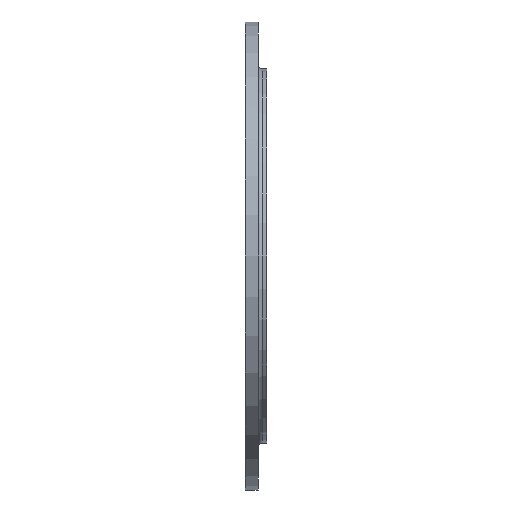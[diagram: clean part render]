
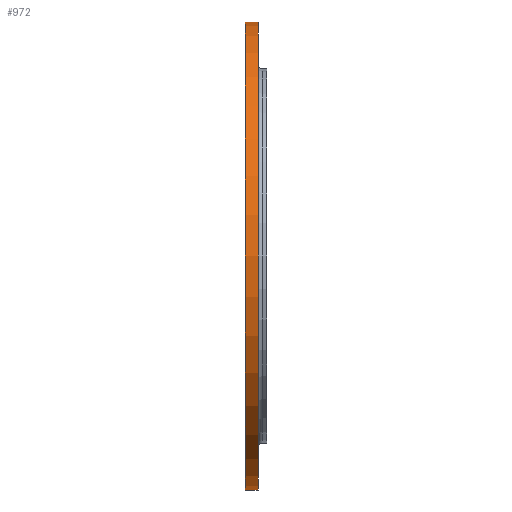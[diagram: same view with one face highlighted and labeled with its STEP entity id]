
A CAD part, front view. The second image highlights one B-rep face of the part: STEP entity #972.
In plain terms, the highlighted cylindrical face has radius 349.25 mm (diameter 698.5 mm), a partial arc.
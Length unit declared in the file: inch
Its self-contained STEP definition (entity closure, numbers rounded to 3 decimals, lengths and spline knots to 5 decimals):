
#15 = VERTEX_POINT ( 'NONE', #612 ) ;
#26 = VERTEX_POINT ( 'NONE', #298 ) ;
#31 = CARTESIAN_POINT ( 'NONE',  ( 0., 0., 0. ) ) ;
#49 = CARTESIAN_POINT ( 'NONE',  ( -0.13764, 0., 13.75 ) ) ;
#51 = ORIENTED_EDGE ( 'NONE', *, *, #567, .T. ) ;
#130 = LINE ( 'NONE', #1815, #473 ) ;
#298 = CARTESIAN_POINT ( 'NONE',  ( 0.61236, 0., 13.75 ) ) ;
#326 = VERTEX_POINT ( 'NONE', #1793 ) ;
#473 = VECTOR ( 'NONE', #1398, 39.37008 ) ;
#503 = AXIS2_PLACEMENT_3D ( 'NONE', #31, #600, #1760 ) ;
#513 = DIRECTION ( 'NONE',  ( -1., 0., 0. ) ) ;
#523 = EDGE_CURVE ( 'NONE', #15, #1726, #1468, .T. ) ;
#529 = CARTESIAN_POINT ( 'NONE',  ( -0.13764, 0., 0. ) ) ;
#534 = AXIS2_PLACEMENT_3D ( 'NONE', #529, #513, #1112 ) ;
#567 = EDGE_CURVE ( 'NONE', #26, #1726, #130, .T. ) ;
#600 = DIRECTION ( 'NONE',  ( -1., 0., 0. ) ) ;
#612 = CARTESIAN_POINT ( 'NONE',  ( -0.13764, 0., -13.75 ) ) ;
#755 = ORIENTED_EDGE ( 'NONE', *, *, #523, .F. ) ;
#805 = CIRCLE ( 'NONE', #1632, 13.75 ) ;
#835 = VECTOR ( 'NONE', #1258, 39.37008 ) ;
#855 = EDGE_LOOP ( 'NONE', ( #1666, #1369, #51, #755 ) ) ;
#879 = FACE_OUTER_BOUND ( 'NONE', #855, .T. ) ;
#972 = ADVANCED_FACE ( 'NONE', ( #879 ), #1328, .T. ) ;
#1022 = DIRECTION ( 'NONE',  ( 0., 0., 1. ) ) ;
#1050 = DIRECTION ( 'NONE',  ( -1., 0., 0. ) ) ;
#1112 = DIRECTION ( 'NONE',  ( 0., 0., 1. ) ) ;
#1217 = EDGE_CURVE ( 'NONE', #326, #15, #1396, .T. ) ;
#1258 = DIRECTION ( 'NONE',  ( -1., 0., 0. ) ) ;
#1327 = CARTESIAN_POINT ( 'NONE',  ( 0.61236, 0., 0. ) ) ;
#1328 = CYLINDRICAL_SURFACE ( 'NONE', #503, 13.75 ) ;
#1369 = ORIENTED_EDGE ( 'NONE', *, *, #1639, .T. ) ;
#1396 = LINE ( 'NONE', #1834, #835 ) ;
#1398 = DIRECTION ( 'NONE',  ( -1., 0., 0. ) ) ;
#1468 = CIRCLE ( 'NONE', #534, 13.75 ) ;
#1632 = AXIS2_PLACEMENT_3D ( 'NONE', #1327, #1050, #1022 ) ;
#1639 = EDGE_CURVE ( 'NONE', #326, #26, #805, .T. ) ;
#1666 = ORIENTED_EDGE ( 'NONE', *, *, #1217, .F. ) ;
#1726 = VERTEX_POINT ( 'NONE', #49 ) ;
#1760 = DIRECTION ( 'NONE',  ( 0., 0., 1. ) ) ;
#1793 = CARTESIAN_POINT ( 'NONE',  ( 0.61236, 0., -13.75 ) ) ;
#1815 = CARTESIAN_POINT ( 'NONE',  ( 0., 0., 13.75 ) ) ;
#1834 = CARTESIAN_POINT ( 'NONE',  ( 0., 0., -13.75 ) ) ;
